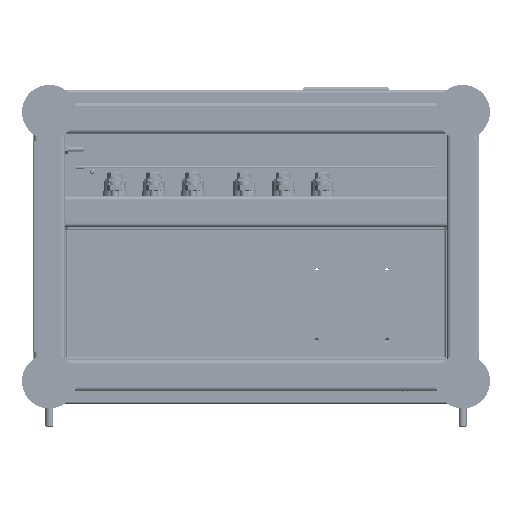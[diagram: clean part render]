
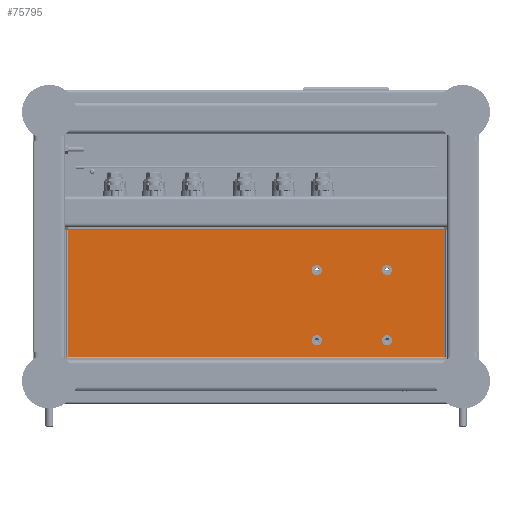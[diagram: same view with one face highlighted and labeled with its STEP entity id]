
A CAD part, front view. The second image highlights one B-rep face of the part: STEP entity #75795.
In plain terms, the highlighted planar face has unit normal (0, -1, 0).
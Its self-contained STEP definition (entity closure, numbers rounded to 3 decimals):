
#1706 = AXIS2_PLACEMENT_3D ( 'NONE', #57620, #57604, #57616 ) ;
#1770 = AXIS2_PLACEMENT_3D ( 'NONE', #66217, #66633, #66132 ) ;
#3313 = FACE_BOUND ( 'NONE', #22448, .T. ) ;
#3315 = FACE_BOUND ( 'NONE', #23090, .T. ) ;
#3319 = FACE_BOUND ( 'NONE', #23198, .T. ) ;
#3324 = FACE_OUTER_BOUND ( 'NONE', #26010, .T. ) ;
#3329 = FACE_BOUND ( 'NONE', #26627, .T. ) ;
#3804 = AXIS2_PLACEMENT_3D ( 'NONE', #64823, #64816, #64828 ) ;
#4710 = CARTESIAN_POINT ( 'NONE',  ( -81., -2., 241. ) ) ;
#4714 = DIRECTION ( 'NONE',  ( 0., 0., -1. ) ) ;
#7975 = EDGE_CURVE ( 'NONE', #48402, #48759, #72263, .T. ) ;
#8459 = EDGE_CURVE ( 'NONE', #13905, #48988, #57997, .T. ) ;
#8592 = EDGE_CURVE ( 'NONE', #49264, #48661, #46790, .T. ) ;
#8861 = EDGE_CURVE ( 'NONE', #14658, #48681, #55935, .T. ) ;
#9112 = EDGE_CURVE ( 'NONE', #48681, #14658, #65788, .T. ) ;
#9128 = EDGE_CURVE ( 'NONE', #49507, #48796, #65389, .T. ) ;
#9372 = EDGE_CURVE ( 'NONE', #48988, #49557, #50825, .T. ) ;
#10044 = CARTESIAN_POINT ( 'NONE',  ( -60., -2., -78. ) ) ;
#10725 = EDGE_CURVE ( 'NONE', #14389, #49557, #45156, .T. ) ;
#12288 = DIRECTION ( 'NONE',  ( -1., 0., 0. ) ) ;
#12463 = DIRECTION ( 'NONE',  ( 0., 1., 0. ) ) ;
#13596 = ORIENTED_EDGE ( 'NONE', *, *, #9372, .F. ) ;
#13669 = ORIENTED_EDGE ( 'NONE', *, *, #7975, .T. ) ;
#13905 = VERTEX_POINT ( 'NONE', #68257 ) ;
#14106 = ORIENTED_EDGE ( 'NONE', *, *, #42760, .T. ) ;
#14125 = ORIENTED_EDGE ( 'NONE', *, *, #10725, .T. ) ;
#14172 = ORIENTED_EDGE ( 'NONE', *, *, #42592, .T. ) ;
#14186 = ORIENTED_EDGE ( 'NONE', *, *, #8459, .F. ) ;
#14389 = VERTEX_POINT ( 'NONE', #67456 ) ;
#14428 = ORIENTED_EDGE ( 'NONE', *, *, #9112, .T. ) ;
#14437 = ORIENTED_EDGE ( 'NONE', *, *, #8592, .T. ) ;
#14462 = ORIENTED_EDGE ( 'NONE', *, *, #8861, .T. ) ;
#14525 = ORIENTED_EDGE ( 'NONE', *, *, #42535, .T. ) ;
#14658 = VERTEX_POINT ( 'NONE', #67135 ) ;
#14739 = ORIENTED_EDGE ( 'NONE', *, *, #42668, .T. ) ;
#14882 = ORIENTED_EDGE ( 'NONE', *, *, #9128, .T. ) ;
#16956 = AXIS2_PLACEMENT_3D ( 'NONE', #57012, #56566, #56112 ) ;
#17280 = AXIS2_PLACEMENT_3D ( 'NONE', #56067, #56353, #57174 ) ;
#17810 = AXIS2_PLACEMENT_3D ( 'NONE', #55087, #54208, #54207 ) ;
#22448 = EDGE_LOOP ( 'NONE', ( #14437, #14739 ) ) ;
#23090 = EDGE_LOOP ( 'NONE', ( #14428, #14462 ) ) ;
#23198 = EDGE_LOOP ( 'NONE', ( #14525, #14882 ) ) ;
#26010 = EDGE_LOOP ( 'NONE', ( #14125, #13596, #14186, #14106 ) ) ;
#26627 = EDGE_LOOP ( 'NONE', ( #13669, #14172 ) ) ;
#38873 = CARTESIAN_POINT ( 'NONE',  ( 81., -2., 241. ) ) ;
#39030 = DIRECTION ( 'NONE',  ( 0., 0., -1. ) ) ;
#39508 = CARTESIAN_POINT ( 'NONE',  ( 81., -2., -241. ) ) ;
#39602 = CARTESIAN_POINT ( 'NONE',  ( 30., -2., -172.6 ) ) ;
#39637 = CARTESIAN_POINT ( 'NONE',  ( 81., -2., 241. ) ) ;
#39932 = CARTESIAN_POINT ( 'NONE',  ( 30., -2., -73.4 ) ) ;
#39969 = CARTESIAN_POINT ( 'NONE',  ( 30., -2., -163.4 ) ) ;
#40099 = CARTESIAN_POINT ( 'NONE',  ( -60., -2., -82.6 ) ) ;
#40146 = CARTESIAN_POINT ( 'NONE',  ( -60., -2., -163.4 ) ) ;
#40611 = CARTESIAN_POINT ( 'NONE',  ( -60., -2., -73.4 ) ) ;
#41421 = CARTESIAN_POINT ( 'NONE',  ( 30., -2., -82.6 ) ) ;
#42535 = EDGE_CURVE ( 'NONE', #48796, #49507, #74853, .T. ) ;
#42592 = EDGE_CURVE ( 'NONE', #48759, #48402, #75025, .T. ) ;
#42668 = EDGE_CURVE ( 'NONE', #48661, #49264, #75165, .T. ) ;
#42760 = EDGE_CURVE ( 'NONE', #13905, #14389, #75336, .T. ) ;
#45156 = LINE ( 'NONE', #70636, #45163 ) ;
#45163 = VECTOR ( 'NONE', #70610, 1000. ) ;
#46790 = CIRCLE ( 'NONE', #1706, 4.6 ) ;
#48402 = VERTEX_POINT ( 'NONE', #40611 ) ;
#48661 = VERTEX_POINT ( 'NONE', #41421 ) ;
#48681 = VERTEX_POINT ( 'NONE', #40146 ) ;
#48759 = VERTEX_POINT ( 'NONE', #40099 ) ;
#48796 = VERTEX_POINT ( 'NONE', #39969 ) ;
#48988 = VERTEX_POINT ( 'NONE', #39637 ) ;
#49264 = VERTEX_POINT ( 'NONE', #39932 ) ;
#49507 = VERTEX_POINT ( 'NONE', #39602 ) ;
#49557 = VERTEX_POINT ( 'NONE', #39508 ) ;
#50825 = LINE ( 'NONE', #38873, #50864 ) ;
#50864 = VECTOR ( 'NONE', #39030, 1000. ) ;
#51167 = AXIS2_PLACEMENT_3D ( 'NONE', #10044, #12463, #12288 ) ;
#54067 = AXIS2_PLACEMENT_3D ( 'NONE', #55351, #55354, #55358 ) ;
#54135 = AXIS2_PLACEMENT_3D ( 'NONE', #54591, #54588, #54590 ) ;
#54207 = DIRECTION ( 'NONE',  ( -1., 0., 0. ) ) ;
#54208 = DIRECTION ( 'NONE',  ( 0., 1., 0. ) ) ;
#54588 = DIRECTION ( 'NONE',  ( 0., 1., 0. ) ) ;
#54590 = DIRECTION ( 'NONE',  ( -1., 0., 0. ) ) ;
#54591 = CARTESIAN_POINT ( 'NONE',  ( -60., -2., -78. ) ) ;
#55087 = CARTESIAN_POINT ( 'NONE',  ( 30., -2., -168. ) ) ;
#55351 = CARTESIAN_POINT ( 'NONE',  ( 30., -2., -78. ) ) ;
#55354 = DIRECTION ( 'NONE',  ( 0., 1., 0. ) ) ;
#55358 = DIRECTION ( 'NONE',  ( -1., 0., 0. ) ) ;
#55935 = CIRCLE ( 'NONE', #1770, 4.6 ) ;
#56067 = CARTESIAN_POINT ( 'NONE',  ( 30., -2., -168. ) ) ;
#56112 = DIRECTION ( 'NONE',  ( -1., 0., 0. ) ) ;
#56353 = DIRECTION ( 'NONE',  ( 0., 1., 0. ) ) ;
#56566 = DIRECTION ( 'NONE',  ( 0., 1., 0. ) ) ;
#57012 = CARTESIAN_POINT ( 'NONE',  ( -60., -2., -168. ) ) ;
#57174 = DIRECTION ( 'NONE',  ( -1., 0., 0. ) ) ;
#57286 = CARTESIAN_POINT ( 'NONE',  ( 85., -2., 241. ) ) ;
#57376 = DIRECTION ( 'NONE',  ( 1., 0., 0. ) ) ;
#57604 = DIRECTION ( 'NONE',  ( 0., 1., 0. ) ) ;
#57616 = DIRECTION ( 'NONE',  ( -1., 0., 0. ) ) ;
#57620 = CARTESIAN_POINT ( 'NONE',  ( 30., -2., -78. ) ) ;
#57825 = VECTOR ( 'NONE', #57376, 1000. ) ;
#57997 = LINE ( 'NONE', #57286, #57825 ) ;
#64816 = DIRECTION ( 'NONE',  ( 0., 1., 0. ) ) ;
#64820 = PLANE ( 'NONE',  #3804 ) ;
#64823 = CARTESIAN_POINT ( 'NONE',  ( 85., -2., 241. ) ) ;
#64828 = DIRECTION ( 'NONE',  ( -1., 0., 0. ) ) ;
#65389 = CIRCLE ( 'NONE', #17280, 4.6 ) ;
#65788 = CIRCLE ( 'NONE', #16956, 4.6 ) ;
#66132 = DIRECTION ( 'NONE',  ( -1., 0., 0. ) ) ;
#66217 = CARTESIAN_POINT ( 'NONE',  ( -60., -2., -168. ) ) ;
#66633 = DIRECTION ( 'NONE',  ( 0., 1., 0. ) ) ;
#67135 = CARTESIAN_POINT ( 'NONE',  ( -60., -2., -172.6 ) ) ;
#67456 = CARTESIAN_POINT ( 'NONE',  ( -81., -2., -241. ) ) ;
#68257 = CARTESIAN_POINT ( 'NONE',  ( -81., -2., 241. ) ) ;
#70610 = DIRECTION ( 'NONE',  ( 1., 0., 0. ) ) ;
#70636 = CARTESIAN_POINT ( 'NONE',  ( 85., -2., -241. ) ) ;
#72263 = CIRCLE ( 'NONE', #51167, 4.6 ) ;
#74853 = CIRCLE ( 'NONE', #17810, 4.6 ) ;
#75025 = CIRCLE ( 'NONE', #54135, 4.6 ) ;
#75165 = CIRCLE ( 'NONE', #54067, 4.6 ) ;
#75336 = LINE ( 'NONE', #4710, #75345 ) ;
#75345 = VECTOR ( 'NONE', #4714, 1000. ) ;
#75795 = ADVANCED_FACE ( 'NONE', ( #3313, #3329, #3319, #3315, #3324 ), #64820, .F. ) ;
